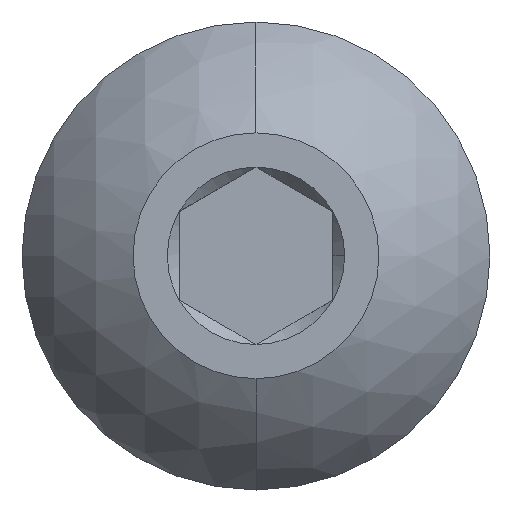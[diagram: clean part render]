
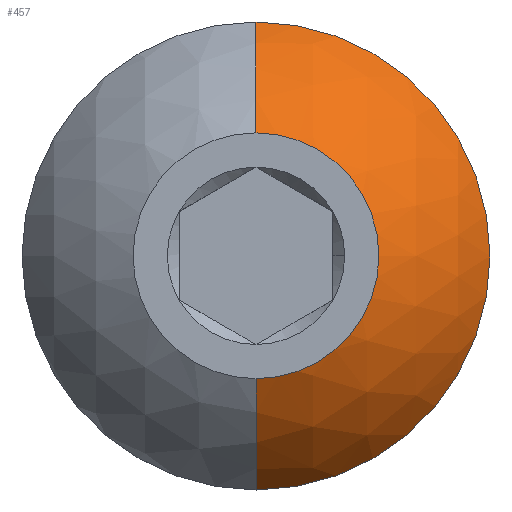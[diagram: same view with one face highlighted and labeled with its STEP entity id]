
A CAD part, top view. The second image highlights one B-rep face of the part: STEP entity #457.
In plain terms, the highlighted spherical face has radius 3.424 mm.
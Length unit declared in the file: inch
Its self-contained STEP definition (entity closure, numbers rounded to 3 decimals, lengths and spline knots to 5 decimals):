
#85 = CIRCLE ( 'NONE', #1596, 0.13481 ) ;
#186 = CIRCLE ( 'NONE', #4862, 0.119 ) ;
#457 = ADVANCED_FACE ( 'NONE', ( #1493 ), #4396, .T. ) ;
#530 = EDGE_LOOP ( 'NONE', ( #5898, #3165, #2582, #2951 ) ) ;
#629 = EDGE_CURVE ( 'NONE', #1060, #5069, #85, .T. ) ;
#692 = CARTESIAN_POINT ( 'NONE',  ( 0., 0.0625, 0.3455 ) ) ;
#727 = CARTESIAN_POINT ( 'NONE',  ( 0., 0., 0.22605 ) ) ;
#779 = DIRECTION ( 'NONE',  ( 0., 1., 0. ) ) ;
#865 = EDGE_CURVE ( 'NONE', #4040, #3535, #5867, .T. ) ;
#1060 = VERTEX_POINT ( 'NONE', #4019 ) ;
#1124 = DIRECTION ( 'NONE',  ( -1., 0., 0. ) ) ;
#1482 = AXIS2_PLACEMENT_3D ( 'NONE', #4440, #3974, #4014 ) ;
#1493 = FACE_OUTER_BOUND ( 'NONE', #530, .T. ) ;
#1596 = AXIS2_PLACEMENT_3D ( 'NONE', #2155, #2690, #779 ) ;
#2053 = DIRECTION ( 'NONE',  ( 1., 0., 0. ) ) ;
#2155 = CARTESIAN_POINT ( 'NONE',  ( 0., 0., 0.22605 ) ) ;
#2582 = ORIENTED_EDGE ( 'NONE', *, *, #4381, .F. ) ;
#2583 = EDGE_CURVE ( 'NONE', #4040, #1060, #186, .T. ) ;
#2600 = AXIS2_PLACEMENT_3D ( 'NONE', #727, #1124, #3982 ) ;
#2690 = DIRECTION ( 'NONE',  ( 1., 0., 0. ) ) ;
#2951 = ORIENTED_EDGE ( 'NONE', *, *, #865, .F. ) ;
#2955 = CARTESIAN_POINT ( 'NONE',  ( 0., -0.0625, 0.3455 ) ) ;
#2987 = CARTESIAN_POINT ( 'NONE',  ( 0., 0., 0.22605 ) ) ;
#3165 = ORIENTED_EDGE ( 'NONE', *, *, #629, .T. ) ;
#3535 = VERTEX_POINT ( 'NONE', #2955 ) ;
#3966 = AXIS2_PLACEMENT_3D ( 'NONE', #2987, #2053, #5836 ) ;
#3974 = DIRECTION ( 'NONE',  ( 0., 0., 1. ) ) ;
#3982 = DIRECTION ( 'NONE',  ( 0., -1., 0. ) ) ;
#4014 = DIRECTION ( 'NONE',  ( 0., -1., 0. ) ) ;
#4019 = CARTESIAN_POINT ( 'NONE',  ( 0., 0.119, 0.2894 ) ) ;
#4040 = VERTEX_POINT ( 'NONE', #4732 ) ;
#4381 = EDGE_CURVE ( 'NONE', #3535, #5069, #5610, .T. ) ;
#4396 = SPHERICAL_SURFACE ( 'NONE', #3966, 0.13481 ) ;
#4440 = CARTESIAN_POINT ( 'NONE',  ( 0., 0., 0.3455 ) ) ;
#4575 = DIRECTION ( 'NONE',  ( 0., 0., 1. ) ) ;
#4732 = CARTESIAN_POINT ( 'NONE',  ( 0., -0.119, 0.2894 ) ) ;
#4862 = AXIS2_PLACEMENT_3D ( 'NONE', #4978, #4575, #5044 ) ;
#4978 = CARTESIAN_POINT ( 'NONE',  ( 0., 0., 0.2894 ) ) ;
#5044 = DIRECTION ( 'NONE',  ( 0., -1., 0. ) ) ;
#5069 = VERTEX_POINT ( 'NONE', #692 ) ;
#5610 = CIRCLE ( 'NONE', #1482, 0.0625 ) ;
#5836 = DIRECTION ( 'NONE',  ( 0., -1., 0. ) ) ;
#5867 = CIRCLE ( 'NONE', #2600, 0.13481 ) ;
#5898 = ORIENTED_EDGE ( 'NONE', *, *, #2583, .T. ) ;
